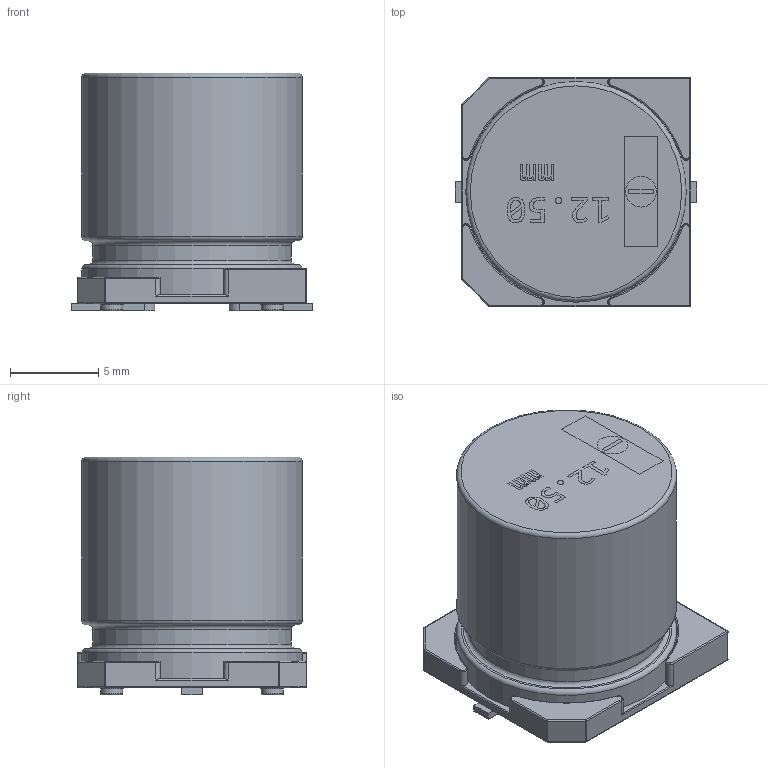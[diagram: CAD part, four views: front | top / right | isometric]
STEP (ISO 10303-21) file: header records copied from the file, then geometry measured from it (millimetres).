
FILE_DESCRIPTION(/* description */ (''),/* implementation_level */ '2;1');
FILE_NAME(/* name */ 'CAP SMT AL ELEC D12.50mm H13.50mm S13.00mm.step',/* time_stamp */ '2020-11-18T00:55:38+02:00',/* author */ (''),/* organization */ (''),/* preprocessor_version */ 'ST-DEVELOPER v18.1',/* originating_system */ 'Autodesk Translation Framework v9.3.0.1241',/* authorisation */ '');
FILE_SCHEMA (('AUTOMOTIVE_DESIGN { 1 0 10303 214 3 1 1 }'));
Length unit declared in the file: millimetre
Products named in the file (1): Model - SMT CAP ELEC
Bounding box: 13.7 x 13 x 13.5 mm (x, y, z)
Volume: 1651 mm3; surface area: 967.2 mm2
Topology: 1 solids, 1 shells, 125 faces, 454 edges, 350 vertices
Faces by surface type: cylinder 47, plane 41, torus 25, sphere 12
Full cylindrical faces by diameter (mm): 1.25 x4, 11.25 x1, 12.5 x2
Entity records: 5459 total; most frequent: CARTESIAN_POINT 1554, ORIENTED_EDGE 908, DIRECTION 691, EDGE_CURVE 454, VERTEX_POINT 350, AXIS2_PLACEMENT_3D 265, LINE 161, VECTOR 161
